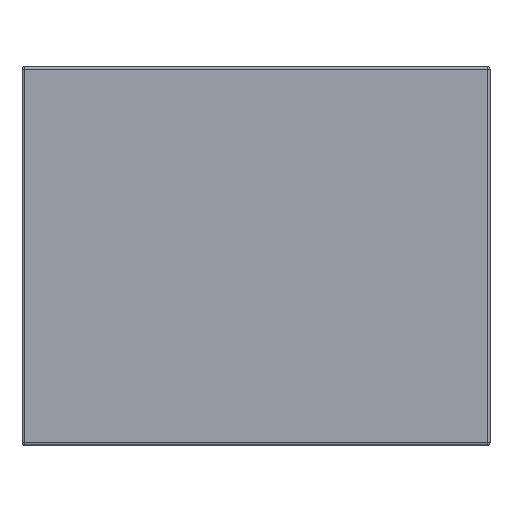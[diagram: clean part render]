
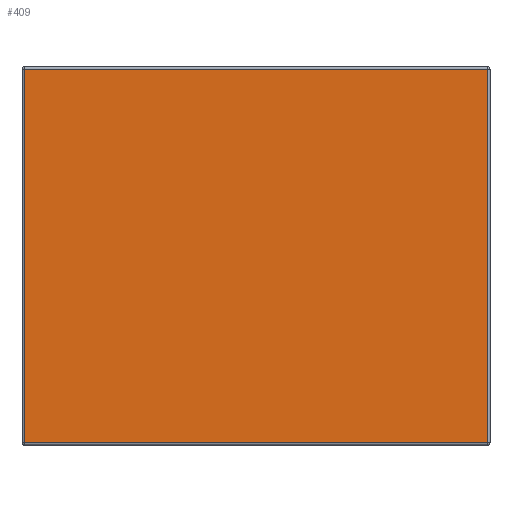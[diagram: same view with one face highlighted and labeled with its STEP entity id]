
A CAD part, front view. The second image highlights one B-rep face of the part: STEP entity #409.
In plain terms, the highlighted planar face has unit normal (0, -1, 0).
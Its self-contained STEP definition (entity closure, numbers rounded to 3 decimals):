
#15 = VERTEX_POINT ( 'NONE', #627 ) ;
#45 = DIRECTION ( 'NONE',  ( -1., 0., 0. ) ) ;
#51 = CARTESIAN_POINT ( 'NONE',  ( -194.5, -211.9, 2. ) ) ;
#114 = DIRECTION ( 'NONE',  ( 1., 0., 0. ) ) ;
#136 = EDGE_CURVE ( 'NONE', #392, #15, #1854, .T. ) ;
#221 = ORIENTED_EDGE ( 'NONE', *, *, #424, .T. ) ;
#250 = LINE ( 'NONE', #1128, #1915 ) ;
#392 = VERTEX_POINT ( 'NONE', #1946 ) ;
#409 = ADVANCED_FACE ( 'NONE', ( #584 ), #1687, .T. ) ;
#424 = EDGE_CURVE ( 'NONE', #1893, #1901, #1828, .T. ) ;
#471 = DIRECTION ( 'NONE',  ( 0., 0., -1. ) ) ;
#472 = DIRECTION ( 'NONE',  ( 0., 0., 1. ) ) ;
#482 = CARTESIAN_POINT ( 'NONE',  ( 0., -211.9, 316. ) ) ;
#494 = CARTESIAN_POINT ( 'NONE',  ( 194.5, -211.9, 2. ) ) ;
#551 = DIRECTION ( 'NONE',  ( 0., 0., -1. ) ) ;
#584 = FACE_OUTER_BOUND ( 'NONE', #803, .T. ) ;
#627 = CARTESIAN_POINT ( 'NONE',  ( -194.5, -211.9, 316. ) ) ;
#759 = CARTESIAN_POINT ( 'NONE',  ( 194.5, -211.9, 2. ) ) ;
#772 = CARTESIAN_POINT ( 'NONE',  ( 194.5, -211.9, 316. ) ) ;
#784 = ORIENTED_EDGE ( 'NONE', *, *, #1591, .T. ) ;
#803 = EDGE_LOOP ( 'NONE', ( #221, #784, #1182, #1629 ) ) ;
#905 = EDGE_CURVE ( 'NONE', #15, #1893, #250, .T. ) ;
#926 = CARTESIAN_POINT ( 'NONE',  ( 0., -211.9, 0. ) ) ;
#963 = AXIS2_PLACEMENT_3D ( 'NONE', #926, #1837, #471 ) ;
#1060 = VECTOR ( 'NONE', #114, 1000. ) ;
#1128 = CARTESIAN_POINT ( 'NONE',  ( -194.5, -211.9, 2. ) ) ;
#1182 = ORIENTED_EDGE ( 'NONE', *, *, #136, .T. ) ;
#1184 = LINE ( 'NONE', #772, #1954 ) ;
#1591 = EDGE_CURVE ( 'NONE', #1901, #392, #1184, .T. ) ;
#1629 = ORIENTED_EDGE ( 'NONE', *, *, #905, .T. ) ;
#1660 = VECTOR ( 'NONE', #45, 1000. ) ;
#1687 = PLANE ( 'NONE',  #963 ) ;
#1828 = LINE ( 'NONE', #759, #1060 ) ;
#1837 = DIRECTION ( 'NONE',  ( 0., -1., 0. ) ) ;
#1854 = LINE ( 'NONE', #482, #1660 ) ;
#1893 = VERTEX_POINT ( 'NONE', #51 ) ;
#1901 = VERTEX_POINT ( 'NONE', #494 ) ;
#1915 = VECTOR ( 'NONE', #551, 1000. ) ;
#1946 = CARTESIAN_POINT ( 'NONE',  ( 194.5, -211.9, 316. ) ) ;
#1954 = VECTOR ( 'NONE', #472, 1000. ) ;
